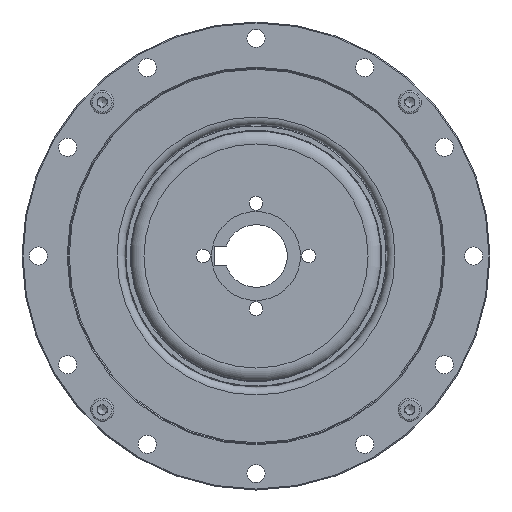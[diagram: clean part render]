
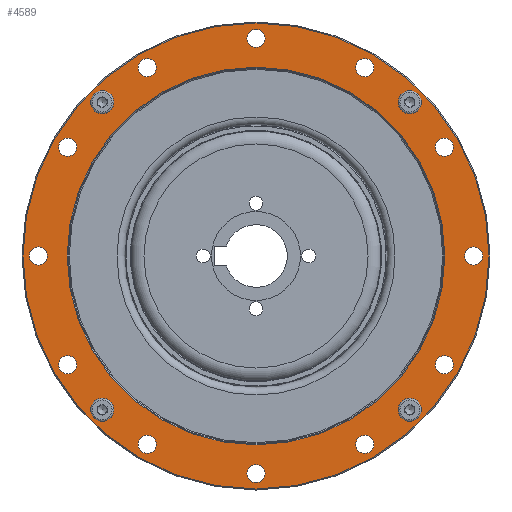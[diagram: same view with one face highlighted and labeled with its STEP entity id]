
A CAD part, left-side view. The second image highlights one B-rep face of the part: STEP entity #4589.
In plain terms, the highlighted planar face has unit normal (-1, 0, 0).
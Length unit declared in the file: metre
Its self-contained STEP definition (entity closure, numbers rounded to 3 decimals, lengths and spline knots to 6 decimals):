
#728=CIRCLE('',#5186,0.0707);
#729=CIRCLE('',#5187,0.0573);
#730=CIRCLE('',#5188,0.00275);
#731=CIRCLE('',#5189,0.00275);
#732=CIRCLE('',#5190,0.00275);
#733=CIRCLE('',#5191,0.00275);
#734=CIRCLE('',#5192,0.00275);
#735=CIRCLE('',#5193,0.00275);
#736=CIRCLE('',#5194,0.00275);
#737=CIRCLE('',#5195,0.00275);
#738=CIRCLE('',#5196,0.00275);
#739=CIRCLE('',#5197,0.00275);
#740=CIRCLE('',#5198,0.00275);
#741=CIRCLE('',#5199,0.00275);
#742=CIRCLE('',#5200,0.00225);
#743=CIRCLE('',#5201,0.00225);
#744=CIRCLE('',#5202,0.00225);
#745=CIRCLE('',#5203,0.00225);
#1112=ORIENTED_EDGE('',*,*,#2024,.T.);
#1113=ORIENTED_EDGE('',*,*,#2025,.F.);
#1114=ORIENTED_EDGE('',*,*,#2026,.T.);
#1115=ORIENTED_EDGE('',*,*,#2027,.T.);
#1116=ORIENTED_EDGE('',*,*,#2028,.T.);
#1117=ORIENTED_EDGE('',*,*,#2029,.T.);
#1118=ORIENTED_EDGE('',*,*,#2030,.T.);
#1119=ORIENTED_EDGE('',*,*,#2031,.T.);
#1120=ORIENTED_EDGE('',*,*,#2032,.T.);
#1121=ORIENTED_EDGE('',*,*,#2033,.T.);
#1122=ORIENTED_EDGE('',*,*,#2034,.T.);
#1123=ORIENTED_EDGE('',*,*,#2035,.T.);
#1124=ORIENTED_EDGE('',*,*,#2036,.T.);
#1125=ORIENTED_EDGE('',*,*,#2037,.T.);
#1126=ORIENTED_EDGE('',*,*,#2038,.T.);
#1127=ORIENTED_EDGE('',*,*,#2039,.T.);
#1128=ORIENTED_EDGE('',*,*,#2040,.T.);
#1129=ORIENTED_EDGE('',*,*,#2041,.T.);
#2024=EDGE_CURVE('',#2487,#2487,#728,.T.);
#2025=EDGE_CURVE('',#2488,#2488,#729,.T.);
#2026=EDGE_CURVE('',#2489,#2489,#730,.T.);
#2027=EDGE_CURVE('',#2490,#2490,#731,.T.);
#2028=EDGE_CURVE('',#2491,#2491,#732,.T.);
#2029=EDGE_CURVE('',#2492,#2492,#733,.T.);
#2030=EDGE_CURVE('',#2493,#2493,#734,.T.);
#2031=EDGE_CURVE('',#2494,#2494,#735,.T.);
#2032=EDGE_CURVE('',#2495,#2495,#736,.T.);
#2033=EDGE_CURVE('',#2496,#2496,#737,.T.);
#2034=EDGE_CURVE('',#2497,#2497,#738,.T.);
#2035=EDGE_CURVE('',#2498,#2498,#739,.T.);
#2036=EDGE_CURVE('',#2499,#2499,#740,.T.);
#2037=EDGE_CURVE('',#2500,#2500,#741,.T.);
#2038=EDGE_CURVE('',#2501,#2501,#742,.T.);
#2039=EDGE_CURVE('',#2502,#2502,#743,.T.);
#2040=EDGE_CURVE('',#2503,#2503,#744,.T.);
#2041=EDGE_CURVE('',#2504,#2504,#745,.T.);
#2487=VERTEX_POINT('',#7622);
#2488=VERTEX_POINT('',#7624);
#2489=VERTEX_POINT('',#7626);
#2490=VERTEX_POINT('',#7628);
#2491=VERTEX_POINT('',#7630);
#2492=VERTEX_POINT('',#7632);
#2493=VERTEX_POINT('',#7634);
#2494=VERTEX_POINT('',#7636);
#2495=VERTEX_POINT('',#7638);
#2496=VERTEX_POINT('',#7640);
#2497=VERTEX_POINT('',#7642);
#2498=VERTEX_POINT('',#7644);
#2499=VERTEX_POINT('',#7646);
#2500=VERTEX_POINT('',#7648);
#2501=VERTEX_POINT('',#7650);
#2502=VERTEX_POINT('',#7652);
#2503=VERTEX_POINT('',#7654);
#2504=VERTEX_POINT('',#7656);
#3173=EDGE_LOOP('',(#1112));
#3174=EDGE_LOOP('',(#1113));
#3175=EDGE_LOOP('',(#1114));
#3176=EDGE_LOOP('',(#1115));
#3177=EDGE_LOOP('',(#1116));
#3178=EDGE_LOOP('',(#1117));
#3179=EDGE_LOOP('',(#1118));
#3180=EDGE_LOOP('',(#1119));
#3181=EDGE_LOOP('',(#1120));
#3182=EDGE_LOOP('',(#1121));
#3183=EDGE_LOOP('',(#1122));
#3184=EDGE_LOOP('',(#1123));
#3185=EDGE_LOOP('',(#1124));
#3186=EDGE_LOOP('',(#1125));
#3187=EDGE_LOOP('',(#1126));
#3188=EDGE_LOOP('',(#1127));
#3189=EDGE_LOOP('',(#1128));
#3190=EDGE_LOOP('',(#1129));
#3830=FACE_BOUND('',#3173,.T.);
#3831=FACE_BOUND('',#3174,.T.);
#3832=FACE_BOUND('',#3175,.T.);
#3833=FACE_BOUND('',#3176,.T.);
#3834=FACE_BOUND('',#3177,.T.);
#3835=FACE_BOUND('',#3178,.T.);
#3836=FACE_BOUND('',#3179,.T.);
#3837=FACE_BOUND('',#3180,.T.);
#3838=FACE_BOUND('',#3181,.T.);
#3839=FACE_BOUND('',#3182,.T.);
#3840=FACE_BOUND('',#3183,.T.);
#3841=FACE_BOUND('',#3184,.T.);
#3842=FACE_BOUND('',#3185,.T.);
#3843=FACE_BOUND('',#3186,.T.);
#3844=FACE_BOUND('',#3187,.T.);
#3845=FACE_BOUND('',#3188,.T.);
#3846=FACE_BOUND('',#3189,.T.);
#3847=FACE_BOUND('',#3190,.T.);
#4486=PLANE('',#5185);
#4589=ADVANCED_FACE('',(#3830,#3831,#3832,#3833,#3834,#3835,#3836,#3837,
#3838,#3839,#3840,#3841,#3842,#3843,#3844,#3845,#3846,#3847),#4486,.F.);
#5185=AXIS2_PLACEMENT_3D('',#7620,#6010,#6011);
#5186=AXIS2_PLACEMENT_3D('',#7621,#6012,#6013);
#5187=AXIS2_PLACEMENT_3D('',#7623,#6014,#6015);
#5188=AXIS2_PLACEMENT_3D('',#7625,#6016,#6017);
#5189=AXIS2_PLACEMENT_3D('',#7627,#6018,#6019);
#5190=AXIS2_PLACEMENT_3D('',#7629,#6020,#6021);
#5191=AXIS2_PLACEMENT_3D('',#7631,#6022,#6023);
#5192=AXIS2_PLACEMENT_3D('',#7633,#6024,#6025);
#5193=AXIS2_PLACEMENT_3D('',#7635,#6026,#6027);
#5194=AXIS2_PLACEMENT_3D('',#7637,#6028,#6029);
#5195=AXIS2_PLACEMENT_3D('',#7639,#6030,#6031);
#5196=AXIS2_PLACEMENT_3D('',#7641,#6032,#6033);
#5197=AXIS2_PLACEMENT_3D('',#7643,#6034,#6035);
#5198=AXIS2_PLACEMENT_3D('',#7645,#6036,#6037);
#5199=AXIS2_PLACEMENT_3D('',#7647,#6038,#6039);
#5200=AXIS2_PLACEMENT_3D('',#7649,#6040,#6041);
#5201=AXIS2_PLACEMENT_3D('',#7651,#6042,#6043);
#5202=AXIS2_PLACEMENT_3D('',#7653,#6044,#6045);
#5203=AXIS2_PLACEMENT_3D('',#7655,#6046,#6047);
#6010=DIRECTION('',(1.,0.,0.));
#6011=DIRECTION('',(0.,0.,-1.));
#6012=DIRECTION('',(-1.,0.,0.));
#6013=DIRECTION('',(0.,0.,1.));
#6014=DIRECTION('',(-1.,0.,0.));
#6015=DIRECTION('',(0.,0.,1.));
#6016=DIRECTION('',(1.,0.,0.));
#6017=DIRECTION('',(0.,0.,-1.));
#6018=DIRECTION('',(1.,0.,0.));
#6019=DIRECTION('',(0.,0.,-1.));
#6020=DIRECTION('',(1.,0.,0.));
#6021=DIRECTION('',(0.,0.,-1.));
#6022=DIRECTION('',(1.,0.,0.));
#6023=DIRECTION('',(0.,0.,-1.));
#6024=DIRECTION('',(1.,0.,0.));
#6025=DIRECTION('',(0.,0.,-1.));
#6026=DIRECTION('',(1.,0.,0.));
#6027=DIRECTION('',(0.,0.,-1.));
#6028=DIRECTION('',(1.,0.,0.));
#6029=DIRECTION('',(0.,0.,-1.));
#6030=DIRECTION('',(1.,0.,0.));
#6031=DIRECTION('',(0.,0.,-1.));
#6032=DIRECTION('',(1.,0.,0.));
#6033=DIRECTION('',(0.,0.,-1.));
#6034=DIRECTION('',(1.,0.,0.));
#6035=DIRECTION('',(0.,0.,-1.));
#6036=DIRECTION('',(1.,0.,0.));
#6037=DIRECTION('',(0.,0.,-1.));
#6038=DIRECTION('',(1.,0.,0.));
#6039=DIRECTION('',(0.,0.,-1.));
#6040=DIRECTION('',(1.,0.,0.));
#6041=DIRECTION('',(0.,0.,-1.));
#6042=DIRECTION('',(1.,0.,0.));
#6043=DIRECTION('',(0.,0.,-1.));
#6044=DIRECTION('',(1.,0.,0.));
#6045=DIRECTION('',(0.,0.,-1.));
#6046=DIRECTION('',(1.,0.,0.));
#6047=DIRECTION('',(0.,0.,-1.));
#7620=CARTESIAN_POINT('',(0.,0.0707,0.));
#7621=CARTESIAN_POINT('',(0.,0.,0.));
#7622=CARTESIAN_POINT('',(0.,0.,0.0707));
#7623=CARTESIAN_POINT('',(0.,0.,0.));
#7624=CARTESIAN_POINT('',(0.,0.,0.0573));
#7625=CARTESIAN_POINT('',(0.,0.,-0.066));
#7626=CARTESIAN_POINT('',(0.,0.,-0.06875));
#7627=CARTESIAN_POINT('',(0.,-0.033,-0.057158));
#7628=CARTESIAN_POINT('',(0.,-0.033,-0.059908));
#7629=CARTESIAN_POINT('',(0.,-0.057158,-0.033));
#7630=CARTESIAN_POINT('',(0.,-0.057158,-0.03575));
#7631=CARTESIAN_POINT('',(0.,-0.066,0.));
#7632=CARTESIAN_POINT('',(0.,-0.066,-0.00275));
#7633=CARTESIAN_POINT('',(0.,-0.057158,0.033));
#7634=CARTESIAN_POINT('',(0.,-0.057158,0.03025));
#7635=CARTESIAN_POINT('',(0.,-0.033,0.057158));
#7636=CARTESIAN_POINT('',(0.,-0.033,0.054408));
#7637=CARTESIAN_POINT('',(0.,0.,0.066));
#7638=CARTESIAN_POINT('',(0.,0.,0.06325));
#7639=CARTESIAN_POINT('',(0.,0.033,0.057158));
#7640=CARTESIAN_POINT('',(0.,0.033,0.054408));
#7641=CARTESIAN_POINT('',(0.,0.057158,0.033));
#7642=CARTESIAN_POINT('',(0.,0.057158,0.03025));
#7643=CARTESIAN_POINT('',(0.,0.066,0.));
#7644=CARTESIAN_POINT('',(0.,0.066,-0.00275));
#7645=CARTESIAN_POINT('',(0.,0.057158,-0.033));
#7646=CARTESIAN_POINT('',(0.,0.057158,-0.03575));
#7647=CARTESIAN_POINT('',(0.,0.033,-0.057158));
#7648=CARTESIAN_POINT('',(0.,0.033,-0.059908));
#7649=CARTESIAN_POINT('',(0.,0.046669,-0.046669));
#7650=CARTESIAN_POINT('',(0.,0.046669,-0.048919));
#7651=CARTESIAN_POINT('',(0.,-0.046669,-0.046669));
#7652=CARTESIAN_POINT('',(0.,-0.046669,-0.048919));
#7653=CARTESIAN_POINT('',(0.,-0.046669,0.046669));
#7654=CARTESIAN_POINT('',(0.,-0.046669,0.044419));
#7655=CARTESIAN_POINT('',(0.,0.046669,0.046669));
#7656=CARTESIAN_POINT('',(0.,0.046669,0.044419));
